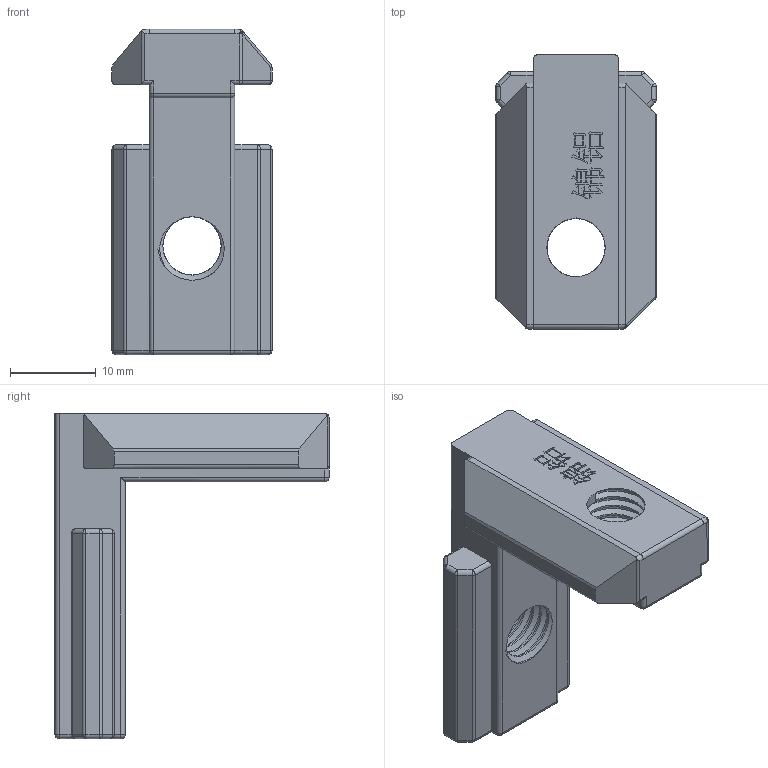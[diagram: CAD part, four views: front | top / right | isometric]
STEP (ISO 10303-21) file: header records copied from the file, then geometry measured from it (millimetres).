
FILE_DESCRIPTION (( 'STEP AP214' ), '1' );
FILE_NAME ('4545角槽连接件（欧标）.STEP', '2019-07-26T00:52:42', ( '微软用户' ), ( '微软中国' ), 'SwSTEP 2.0', 'SolidWorks 2015', '' );
FILE_SCHEMA (( 'AUTOMOTIVE_DESIGN' ));
Length unit declared in the file: millimetre
Products named in the file (1): 4545褒羞蟀諉璃ㄗ韁梓ㄘ
Bounding box: 18.7 x 32 x 38 mm (x, y, z)
Volume: 6412.8 mm3; surface area: 3549.3 mm2
Topology: 1 solids, 1 shells, 337 faces, 892 edges, 560 vertices
Faces by surface type: plane 162, cylinder 117, bspline 32, sphere 26
Entity records: 12353 total; most frequent: CARTESIAN_POINT 4666, ORIENTED_EDGE 1760, DIRECTION 1297, EDGE_CURVE 880, VERTEX_POINT 554, VECTOR 519, LINE 519, AXIS2_PLACEMENT_3D 389
